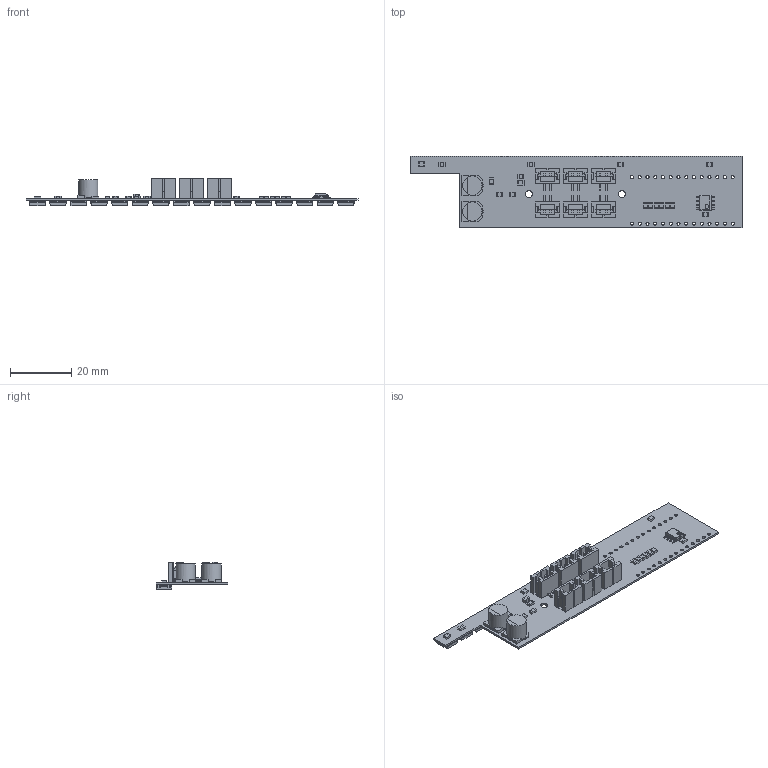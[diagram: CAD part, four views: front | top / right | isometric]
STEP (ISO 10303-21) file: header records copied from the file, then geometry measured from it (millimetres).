
FILE_DESCRIPTION(('Open CASCADE Model'),'2;1');
FILE_NAME('Open CASCADE Shape Model','2020-01-30T19:55:37',('Author'),( 'Open CASCADE'),'Open CASCADE STEP processor 6.8','Open CASCADE 6.8' ,'Unknown');
FILE_SCHEMA(('AUTOMOTIVE_DESIGN { 1 0 10303 214 1 1 1 1 }'));
Length unit declared in the file: millimetre
Products named in the file (122): PCB; Board; Open CASCADE STEP translator 6.8 1.1.1; C16; 7311314352; base; Open_CASCADE_STEP_translator_6.8_14.1.1; cylinder; Open_CASCADE_STEP_translator_6.8_14.2.1; Open_CASCADE_STEP_translator_6.8_14.2.2; mark; Open_CASCADE_STEP_translator_6.8_14.3.1; lead; C15; C14; 6210118624; Extruded; 6210118064; C13; C12; C11; C10; C9; R3; 6210115184; 6210114864; R2; 6210114304; 6210113984; C8; 6210113504; 6210113024; C7; C6; C5; C4; R1; 6210876768; 6210876528; L16 ...
Assembly tree (263 placements, depth 6):
  PCB
    Board
      Open CASCADE STEP translator 6.8 1.1.1
    C16
      7311314352
        base
          Open_CASCADE_STEP_translator_6.8_14.1.1
        cylinder
          Open_CASCADE_STEP_translator_6.8_14.2.1
          Open_CASCADE_STEP_translator_6.8_14.2.2
        mark
          Open_CASCADE_STEP_translator_6.8_14.3.1
        lead  x2
    C15
      7311314352
        base
          Open_CASCADE_STEP_translator_6.8_14.1.1
        cylinder
          Open_CASCADE_STEP_translator_6.8_14.2.1
          Open_CASCADE_STEP_translator_6.8_14.2.2
        mark
          Open_CASCADE_STEP_translator_6.8_14.3.1
        lead  x2
    C14
      6210118624  x2
        Extruded
      6210118064
        Extruded
    C13
      6210118624  x2
        Extruded
      6210118064
        Extruded
    C12
      6210118624  x2
        Extruded
      6210118064
        Extruded
    C11
      6210118624  x2
        Extruded
      6210118064
        Extruded
    C10
      6210118624  x2
        Extruded
      6210118064
        Extruded
    C9
      6210118624  x2
        Extruded
      6210118064
        Extruded
    R3
      6210115184
        Extruded
      6210114864  x2
        Extruded
    R2
      6210114304
Bounding box: 108.84 x 23.5 x 8.9 mm (x, y, z)
Volume: 3504.6 mm3; surface area: 11253.8 mm2
Topology: 219 solids, 221 shells, 3121 faces, 7760 edges, 5036 vertices
Faces by surface type: plane 2664, cylinder 447, sphere 10
Full cylindrical faces by diameter (mm): 1.016 x28, 2.286 x2, 5.513 x2, 6.3 x6
Entity records: 19490 total; most frequent: DIRECTION 3069, CARTESIAN_POINT 3059, ORIENTED_EDGE 2561, EDGE_CURVE 1282, LINE 1063, VECTOR 1063, AXIS2_PLACEMENT_3D 1003, VERTEX_POINT 825
